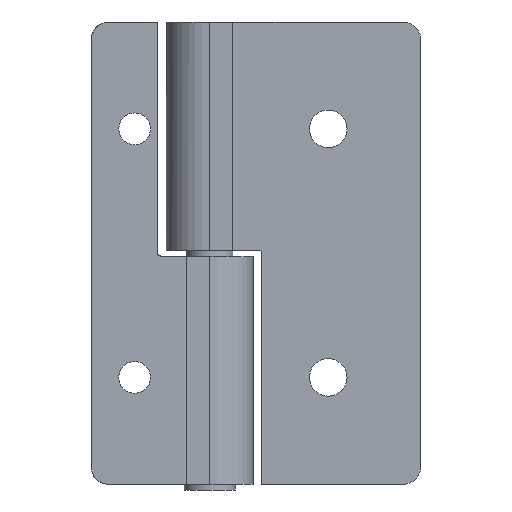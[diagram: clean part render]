
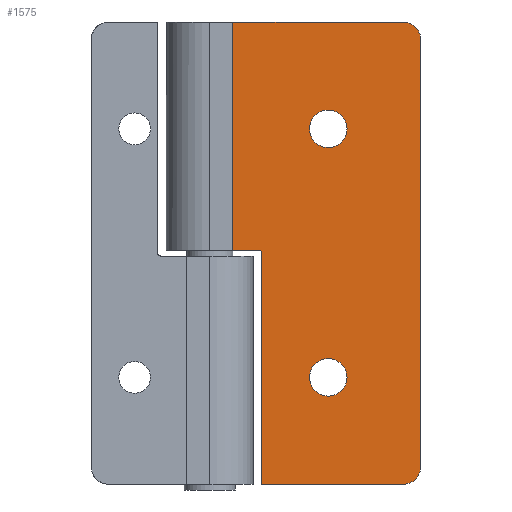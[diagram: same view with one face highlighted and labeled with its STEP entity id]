
A CAD part, front view. The second image highlights one B-rep face of the part: STEP entity #1575.
In plain terms, the highlighted planar face has unit normal (0, -1, 0).
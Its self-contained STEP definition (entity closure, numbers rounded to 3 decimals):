
#211 = CARTESIAN_POINT ( 'NONE',  ( 9., -8.1, -40. ) ) ;
#217 = CIRCLE ( 'NONE', #2464, 3.25 ) ;
#223 = DIRECTION ( 'NONE',  ( 0., 1., 0. ) ) ;
#231 = CARTESIAN_POINT ( 'NONE',  ( 9., -8.1, -40. ) ) ;
#259 = ORIENTED_EDGE ( 'NONE', *, *, #2551, .T. ) ;
#272 = EDGE_CURVE ( 'NONE', #385, #609, #562, .T. ) ;
#281 = EDGE_LOOP ( 'NONE', ( #854, #1557, #2073, #2842, #2382, #1890, #652, #548, #757 ) ) ;
#352 = EDGE_CURVE ( 'NONE', #1535, #1107, #1568, .T. ) ;
#385 = VERTEX_POINT ( 'NONE', #231 ) ;
#520 = AXIS2_PLACEMENT_3D ( 'NONE', #571, #223, #3341 ) ;
#540 = EDGE_CURVE ( 'NONE', #3455, #1319, #2147, .T. ) ;
#548 = ORIENTED_EDGE ( 'NONE', *, *, #2555, .F. ) ;
#561 = VECTOR ( 'NONE', #806, 1000. ) ;
#562 = LINE ( 'NONE', #211, #2806 ) ;
#571 = CARTESIAN_POINT ( 'NONE',  ( 0., -8.1, 0. ) ) ;
#584 = FACE_BOUND ( 'NONE', #1363, .T. ) ;
#609 = VERTEX_POINT ( 'NONE', #805 ) ;
#646 = DIRECTION ( 'NONE',  ( 0., 0., 1. ) ) ;
#652 = ORIENTED_EDGE ( 'NONE', *, *, #272, .F. ) ;
#653 = EDGE_CURVE ( 'NONE', #3197, #609, #1822, .T. ) ;
#682 = CIRCLE ( 'NONE', #2102, 3. ) ;
#757 = ORIENTED_EDGE ( 'NONE', *, *, #2257, .T. ) ;
#805 = CARTESIAN_POINT ( 'NONE',  ( 9., -8.1, 0. ) ) ;
#806 = DIRECTION ( 'NONE',  ( -1., 0., 0. ) ) ;
#840 = EDGE_CURVE ( 'NONE', #1107, #3455, #3185, .T. ) ;
#854 = ORIENTED_EDGE ( 'NONE', *, *, #1452, .T. ) ;
#991 = DIRECTION ( 'NONE',  ( 0., 0., 1. ) ) ;
#999 = DIRECTION ( 'NONE',  ( 0., 1., 0. ) ) ;
#1014 = CARTESIAN_POINT ( 'NONE',  ( 36.5, -8.1, 37. ) ) ;
#1025 = DIRECTION ( 'NONE',  ( 0., 0., 1. ) ) ;
#1026 = VECTOR ( 'NONE', #2469, 1000. ) ;
#1044 = VERTEX_POINT ( 'NONE', #1246 ) ;
#1047 = CARTESIAN_POINT ( 'NONE',  ( 20.5, -8.1, -18.25 ) ) ;
#1053 = AXIS2_PLACEMENT_3D ( 'NONE', #3178, #2823, #2463 ) ;
#1078 = CARTESIAN_POINT ( 'NONE',  ( 33.5, -8.1, 40. ) ) ;
#1107 = VERTEX_POINT ( 'NONE', #1078 ) ;
#1118 = EDGE_CURVE ( 'NONE', #1319, #3197, #2698, .T. ) ;
#1155 = EDGE_CURVE ( 'NONE', #1044, #1681, #217, .T. ) ;
#1165 = CARTESIAN_POINT ( 'NONE',  ( 9., -8.1, -40. ) ) ;
#1189 = CARTESIAN_POINT ( 'NONE',  ( 33.5, -8.1, -40. ) ) ;
#1191 = AXIS2_PLACEMENT_3D ( 'NONE', #2882, #2527, #2169 ) ;
#1223 = CIRCLE ( 'NONE', #1053, 3.25 ) ;
#1246 = CARTESIAN_POINT ( 'NONE',  ( 20.5, -8.1, 24.75 ) ) ;
#1253 = DIRECTION ( 'NONE',  ( 0., 0., 1. ) ) ;
#1284 = PLANE ( 'NONE',  #520 ) ;
#1319 = VERTEX_POINT ( 'NONE', #1937 ) ;
#1346 = CARTESIAN_POINT ( 'NONE',  ( 36.5, -8.1, 40. ) ) ;
#1352 = CARTESIAN_POINT ( 'NONE',  ( 8.5, -8.1, 0. ) ) ;
#1363 = EDGE_LOOP ( 'NONE', ( #2111, #259 ) ) ;
#1374 = DIRECTION ( 'NONE',  ( 0., -1., 0. ) ) ;
#1414 = CIRCLE ( 'NONE', #1191, 3.25 ) ;
#1417 = DIRECTION ( 'NONE',  ( 0., 0., -1. ) ) ;
#1452 = EDGE_CURVE ( 'NONE', #2752, #1535, #1706, .T. ) ;
#1529 = LINE ( 'NONE', #1165, #561 ) ;
#1535 = VERTEX_POINT ( 'NONE', #1014 ) ;
#1557 = ORIENTED_EDGE ( 'NONE', *, *, #352, .T. ) ;
#1568 = CIRCLE ( 'NONE', #2421, 3. ) ;
#1575 = ADVANCED_FACE ( 'NONE', ( #584, #2453, #3274 ), #1284, .F. ) ;
#1613 = DIRECTION ( 'NONE',  ( 0., -1., 0. ) ) ;
#1642 = EDGE_CURVE ( 'NONE', #2098, #1979, #1223, .T. ) ;
#1681 = VERTEX_POINT ( 'NONE', #2654 ) ;
#1706 = LINE ( 'NONE', #1346, #3299 ) ;
#1737 = CARTESIAN_POINT ( 'NONE',  ( 36.5, -8.1, -37. ) ) ;
#1738 = CARTESIAN_POINT ( 'NONE',  ( 33.5, -8.1, 37. ) ) ;
#1777 = CARTESIAN_POINT ( 'NONE',  ( 4., -8.1, 0.5 ) ) ;
#1820 = EDGE_CURVE ( 'NONE', #1979, #2098, #1414, .T. ) ;
#1822 = CIRCLE ( 'NONE', #2584, 0.5 ) ;
#1888 = ORIENTED_EDGE ( 'NONE', *, *, #1642, .T. ) ;
#1890 = ORIENTED_EDGE ( 'NONE', *, *, #653, .T. ) ;
#1937 = CARTESIAN_POINT ( 'NONE',  ( 4., -8.1, 0.5 ) ) ;
#1979 = VERTEX_POINT ( 'NONE', #2379 ) ;
#1986 = DIRECTION ( 'NONE',  ( 1., 0., 0. ) ) ;
#2073 = ORIENTED_EDGE ( 'NONE', *, *, #840, .T. ) ;
#2098 = VERTEX_POINT ( 'NONE', #1047 ) ;
#2102 = AXIS2_PLACEMENT_3D ( 'NONE', #3394, #1613, #1253 ) ;
#2111 = ORIENTED_EDGE ( 'NONE', *, *, #1155, .T. ) ;
#2126 = AXIS2_PLACEMENT_3D ( 'NONE', #2955, #2601, #2248 ) ;
#2147 = LINE ( 'NONE', #1777, #3448 ) ;
#2169 = DIRECTION ( 'NONE',  ( 0., 0., 1. ) ) ;
#2170 = ORIENTED_EDGE ( 'NONE', *, *, #1820, .T. ) ;
#2242 = CIRCLE ( 'NONE', #2126, 3.25 ) ;
#2248 = DIRECTION ( 'NONE',  ( 0., 0., 1. ) ) ;
#2257 = EDGE_CURVE ( 'NONE', #3026, #2752, #682, .T. ) ;
#2264 = CARTESIAN_POINT ( 'NONE',  ( 20.5, -8.1, 21.5 ) ) ;
#2350 = CARTESIAN_POINT ( 'NONE',  ( 36.5, -8.1, 0.5 ) ) ;
#2378 = VECTOR ( 'NONE', #1986, 1000. ) ;
#2379 = CARTESIAN_POINT ( 'NONE',  ( 20.5, -8.1, -24.75 ) ) ;
#2382 = ORIENTED_EDGE ( 'NONE', *, *, #1118, .T. ) ;
#2421 = AXIS2_PLACEMENT_3D ( 'NONE', #1738, #1374, #1025 ) ;
#2453 = FACE_BOUND ( 'NONE', #3088, .T. ) ;
#2463 = DIRECTION ( 'NONE',  ( 0., 0., 1. ) ) ;
#2464 = AXIS2_PLACEMENT_3D ( 'NONE', #2264, #3242, #2890 ) ;
#2469 = DIRECTION ( 'NONE',  ( -1., 0., 0. ) ) ;
#2527 = DIRECTION ( 'NONE',  ( 0., 1., 0. ) ) ;
#2551 = EDGE_CURVE ( 'NONE', #1681, #1044, #2242, .T. ) ;
#2555 = EDGE_CURVE ( 'NONE', #3026, #385, #1529, .T. ) ;
#2584 = AXIS2_PLACEMENT_3D ( 'NONE', #1352, #999, #646 ) ;
#2601 = DIRECTION ( 'NONE',  ( 0., 1., 0. ) ) ;
#2654 = CARTESIAN_POINT ( 'NONE',  ( 20.5, -8.1, 18.25 ) ) ;
#2698 = LINE ( 'NONE', #2350, #2378 ) ;
#2752 = VERTEX_POINT ( 'NONE', #1737 ) ;
#2806 = VECTOR ( 'NONE', #3331, 1000. ) ;
#2823 = DIRECTION ( 'NONE',  ( 0., 1., 0. ) ) ;
#2833 = CARTESIAN_POINT ( 'NONE',  ( 4., -8.1, 40. ) ) ;
#2842 = ORIENTED_EDGE ( 'NONE', *, *, #540, .T. ) ;
#2882 = CARTESIAN_POINT ( 'NONE',  ( 20.5, -8.1, -21.5 ) ) ;
#2890 = DIRECTION ( 'NONE',  ( 0., 0., 1. ) ) ;
#2927 = CARTESIAN_POINT ( 'NONE',  ( 8.5, -8.1, 0.5 ) ) ;
#2955 = CARTESIAN_POINT ( 'NONE',  ( 20.5, -8.1, 21.5 ) ) ;
#3026 = VERTEX_POINT ( 'NONE', #1189 ) ;
#3088 = EDGE_LOOP ( 'NONE', ( #1888, #2170 ) ) ;
#3160 = CARTESIAN_POINT ( 'NONE',  ( 4., -8.1, 40. ) ) ;
#3178 = CARTESIAN_POINT ( 'NONE',  ( 20.5, -8.1, -21.5 ) ) ;
#3185 = LINE ( 'NONE', #2833, #1026 ) ;
#3197 = VERTEX_POINT ( 'NONE', #2927 ) ;
#3242 = DIRECTION ( 'NONE',  ( 0., 1., 0. ) ) ;
#3274 = FACE_OUTER_BOUND ( 'NONE', #281, .T. ) ;
#3299 = VECTOR ( 'NONE', #991, 1000. ) ;
#3331 = DIRECTION ( 'NONE',  ( 0., 0., 1. ) ) ;
#3341 = DIRECTION ( 'NONE',  ( 0., 0., 1. ) ) ;
#3394 = CARTESIAN_POINT ( 'NONE',  ( 33.5, -8.1, -37. ) ) ;
#3448 = VECTOR ( 'NONE', #1417, 1000. ) ;
#3455 = VERTEX_POINT ( 'NONE', #3160 ) ;
